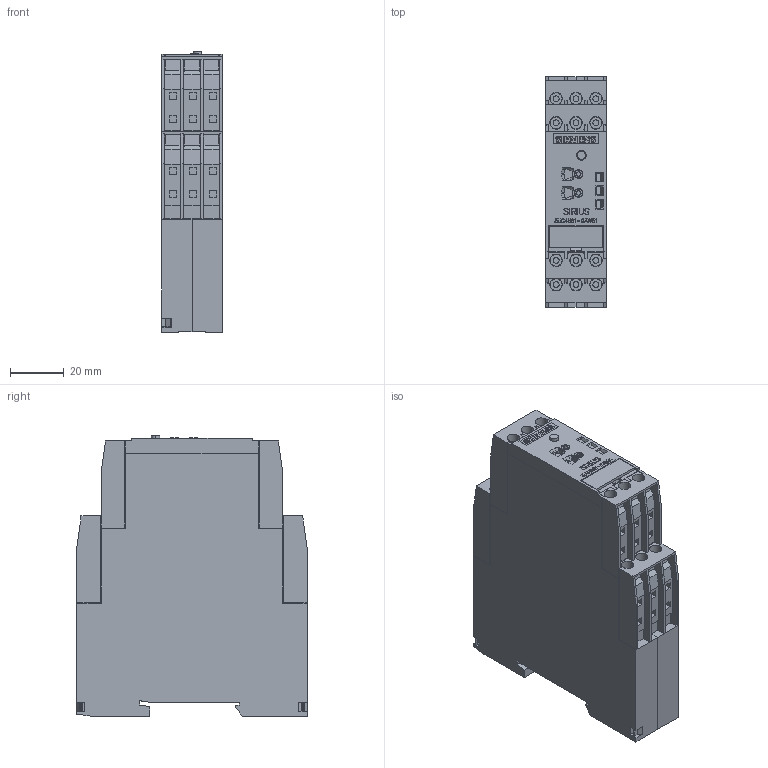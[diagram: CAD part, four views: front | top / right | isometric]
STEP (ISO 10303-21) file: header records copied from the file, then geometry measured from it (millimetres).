
FILE_DESCRIPTION(('STEP AP214'),'1');
FILE_NAME('cctmp_A874C22F-F786-4CEF-A7D5-EE55FF109F94_2023_07_24_20_06_03_0051..stp','2023-07-24T18:06:05',('SIEMENS A&D'),('CADClick - www.CADClick.com'),'Spatial InterOp 3D postprocessed',' ','unknown authorization');
FILE_SCHEMA(('AUTOMOTIVE_DESIGN'));
Length unit declared in the file: millimetre
Products named in the file (1): 2023_07_24_20_06_02_0989
Bounding box: 22.5 x 85.65 x 104.3 mm (x, y, z)
Volume: 106966.4 mm3; surface area: 54286.1 mm2
Topology: 1 solids, 1 shells, 1658 faces, 4473 edges, 2946 vertices
Faces by surface type: plane 1484, cylinder 156, cone 18
Entity records: 57031 total; most frequent: CARTESIAN_POINT 9884, ORIENTED_EDGE 8946, DIRECTION 8229, EDGE_CURVE 4473, LINE 3931, VECTOR 3931, VERTEX_POINT 2946, AXIS2_PLACEMENT_3D 2149
